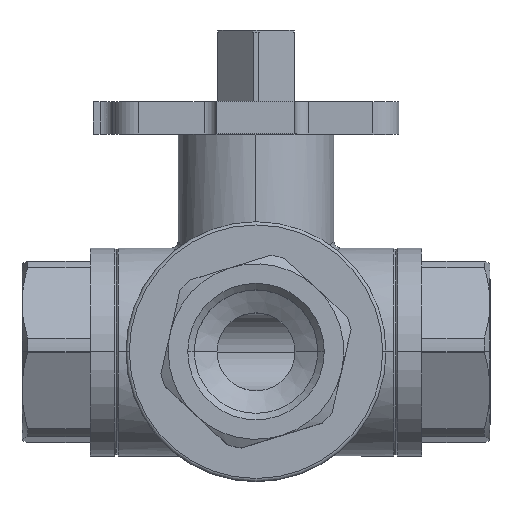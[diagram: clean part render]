
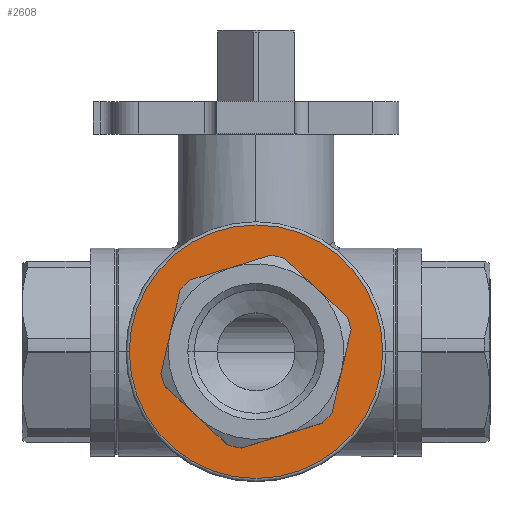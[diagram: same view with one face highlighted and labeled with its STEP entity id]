
A CAD part, top view. The second image highlights one B-rep face of the part: STEP entity #2608.
In plain terms, the highlighted planar face has unit normal (0, 0, 1).
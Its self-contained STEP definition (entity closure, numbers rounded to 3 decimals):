
#7 = CARTESIAN_POINT ( 'NONE',  ( -19.5, 0., 25. ) ) ;
#20 = CARTESIAN_POINT ( 'NONE',  ( 10.222, -10.978, 25. ) ) ;
#326 = CARTESIAN_POINT ( 'NONE',  ( -2.276, -14.826, 25. ) ) ;
#360 = CARTESIAN_POINT ( 'NONE',  ( 11.702, -9.384, 25. ) ) ;
#386 = CARTESIAN_POINT ( 'NONE',  ( -13.978, -5.442, 25. ) ) ;
#404 = CARTESIAN_POINT ( 'NONE',  ( -10.222, 10.978, 25. ) ) ;
#430 = CARTESIAN_POINT ( 'NONE',  ( 2.276, 14.826, 25. ) ) ;
#438 = CARTESIAN_POINT ( 'NONE',  ( 14.618, 3.363, 25. ) ) ;
#445 = CARTESIAN_POINT ( 'NONE',  ( -14.618, -3.363, 25. ) ) ;
#514 = CARTESIAN_POINT ( 'NONE',  ( 4.396, 14.341, 25. ) ) ;
#597 = CARTESIAN_POINT ( 'NONE',  ( -4.396, -14.341, 25. ) ) ;
#637 = CARTESIAN_POINT ( 'NONE',  ( -11.702, 9.384, 25. ) ) ;
#666 = CARTESIAN_POINT ( 'NONE',  ( 13.978, 5.442, 25. ) ) ;
#1746 = EDGE_CURVE ( 'NONE', #8016, #8080, #4414, .T. ) ;
#1857 = EDGE_CURVE ( 'NONE', #8002, #7970, #3079, .T. ) ;
#1872 = EDGE_CURVE ( 'NONE', #7843, #7992, #3223, .T. ) ;
#1899 = AXIS2_PLACEMENT_3D ( 'NONE', #3995, #4053, #4055 ) ;
#1900 = AXIS2_PLACEMENT_3D ( 'NONE', #7616, #7687, #7523 ) ;
#1944 = EDGE_CURVE ( 'NONE', #7981, #7992, #3161, .T. ) ;
#1945 = EDGE_CURVE ( 'NONE', #8016, #7975, #3131, .T. ) ;
#1951 = EDGE_CURVE ( 'NONE', #8128, #8131, #3239, .T. ) ;
#1959 = EDGE_CURVE ( 'NONE', #8034, #8080, #3236, .T. ) ;
#1969 = EDGE_CURVE ( 'NONE', #8002, #7871, #3207, .T. ) ;
#2006 = EDGE_CURVE ( 'NONE', #7819, #7925, #3206, .T. ) ;
#2024 = AXIS2_PLACEMENT_3D ( 'NONE', #7544, #7563, #7441 ) ;
#2045 = AXIS2_PLACEMENT_3D ( 'NONE', #6255, #6113, #6221 ) ;
#2048 = AXIS2_PLACEMENT_3D ( 'NONE', #7246, #7247, #7248 ) ;
#2077 = EDGE_CURVE ( 'NONE', #7843, #7970, #3291, .T. ) ;
#2123 = EDGE_CURVE ( 'NONE', #7819, #7975, #3242, .T. ) ;
#2161 = AXIS2_PLACEMENT_3D ( 'NONE', #6482, #6450, #6449 ) ;
#2210 = AXIS2_PLACEMENT_3D ( 'NONE', #6389, #5946, #6370 ) ;
#2260 = EDGE_CURVE ( 'NONE', #8034, #7871, #3006, .T. ) ;
#2305 = AXIS2_PLACEMENT_3D ( 'NONE', #5953, #6833, #6832 ) ;
#2369 = EDGE_CURVE ( 'NONE', #7981, #7925, #2941, .T. ) ;
#2393 = AXIS2_PLACEMENT_3D ( 'NONE', #5910, #6958, #6919 ) ;
#2475 = EDGE_CURVE ( 'NONE', #8131, #8128, #2876, .T. ) ;
#2608 = ADVANCED_FACE ( 'NONE', ( #3338, #3344 ), #4021, .F. ) ;
#2876 = CIRCLE ( 'NONE', #2393, 19.5 ) ;
#2941 = CIRCLE ( 'NONE', #2305, 15. ) ;
#3006 = CIRCLE ( 'NONE', #2210, 15. ) ;
#3079 = CIRCLE ( 'NONE', #2024, 15. ) ;
#3131 = LINE ( 'NONE', #6156, #3174 ) ;
#3161 = LINE ( 'NONE', #6164, #3237 ) ;
#3174 = VECTOR ( 'NONE', #6250, 1000. ) ;
#3184 = VECTOR ( 'NONE', #6182, 1000. ) ;
#3205 = VECTOR ( 'NONE', #5997, 1000. ) ;
#3206 = LINE ( 'NONE', #5998, #3205 ) ;
#3207 = LINE ( 'NONE', #6181, #3184 ) ;
#3223 = CIRCLE ( 'NONE', #1900, 15. ) ;
#3234 = VECTOR ( 'NONE', #6131, 1000. ) ;
#3236 = LINE ( 'NONE', #6130, #3234 ) ;
#3237 = VECTOR ( 'NONE', #6251, 1000. ) ;
#3239 = CIRCLE ( 'NONE', #2045, 19.5 ) ;
#3242 = CIRCLE ( 'NONE', #2161, 15. ) ;
#3282 = VECTOR ( 'NONE', #6606, 1000. ) ;
#3291 = LINE ( 'NONE', #6607, #3282 ) ;
#3338 = FACE_OUTER_BOUND ( 'NONE', #4670, .T. ) ;
#3344 = FACE_BOUND ( 'NONE', #4685, .T. ) ;
#3995 = CARTESIAN_POINT ( 'NONE',  ( -20., 0., 25. ) ) ;
#4021 = PLANE ( 'NONE',  #1899 ) ;
#4053 = DIRECTION ( 'NONE',  ( 0., 0., -1. ) ) ;
#4055 = DIRECTION ( 'NONE',  ( -1., 0., 0. ) ) ;
#4414 = CIRCLE ( 'NONE', #2048, 15. ) ;
#4670 = EDGE_LOOP ( 'NONE', ( #5203, #5198 ) ) ;
#4685 = EDGE_LOOP ( 'NONE', ( #5211, #5212, #5196, #5197, #5213, #5206, #5205, #5180, #5220, #5227, #5226, #5225 ) ) ;
#5180 = ORIENTED_EDGE ( 'NONE', *, *, #2077, .F. ) ;
#5196 = ORIENTED_EDGE ( 'NONE', *, *, #1746, .T. ) ;
#5197 = ORIENTED_EDGE ( 'NONE', *, *, #1959, .F. ) ;
#5198 = ORIENTED_EDGE ( 'NONE', *, *, #2475, .T. ) ;
#5203 = ORIENTED_EDGE ( 'NONE', *, *, #1951, .T. ) ;
#5205 = ORIENTED_EDGE ( 'NONE', *, *, #1857, .T. ) ;
#5206 = ORIENTED_EDGE ( 'NONE', *, *, #1969, .F. ) ;
#5211 = ORIENTED_EDGE ( 'NONE', *, *, #2123, .T. ) ;
#5212 = ORIENTED_EDGE ( 'NONE', *, *, #1945, .F. ) ;
#5213 = ORIENTED_EDGE ( 'NONE', *, *, #2260, .T. ) ;
#5220 = ORIENTED_EDGE ( 'NONE', *, *, #1872, .T. ) ;
#5225 = ORIENTED_EDGE ( 'NONE', *, *, #2006, .F. ) ;
#5226 = ORIENTED_EDGE ( 'NONE', *, *, #2369, .T. ) ;
#5227 = ORIENTED_EDGE ( 'NONE', *, *, #1944, .F. ) ;
#5910 = CARTESIAN_POINT ( 'NONE',  ( 0., 0., 25. ) ) ;
#5946 = DIRECTION ( 'NONE',  ( 0., 0., -1. ) ) ;
#5953 = CARTESIAN_POINT ( 'NONE',  ( 0., 0., 25. ) ) ;
#5997 = DIRECTION ( 'NONE',  ( -0.733, 0.681, 0. ) ) ;
#5998 = CARTESIAN_POINT ( 'NONE',  ( 14.898, 4.588, 25. ) ) ;
#6113 = DIRECTION ( 'NONE',  ( 0., 0., 1. ) ) ;
#6130 = CARTESIAN_POINT ( 'NONE',  ( -3.476, -15.196, 25. ) ) ;
#6131 = DIRECTION ( 'NONE',  ( 0.956, 0.294, 0. ) ) ;
#6156 = CARTESIAN_POINT ( 'NONE',  ( 11.422, -10.608, 25. ) ) ;
#6164 = CARTESIAN_POINT ( 'NONE',  ( 3.476, 15.196, 25. ) ) ;
#6181 = CARTESIAN_POINT ( 'NONE',  ( -14.898, -4.588, 25. ) ) ;
#6182 = DIRECTION ( 'NONE',  ( 0.733, -0.681, 0. ) ) ;
#6221 = DIRECTION ( 'NONE',  ( -1., 0., 0. ) ) ;
#6250 = DIRECTION ( 'NONE',  ( 0.223, 0.975, 0. ) ) ;
#6251 = DIRECTION ( 'NONE',  ( -0.956, -0.294, 0. ) ) ;
#6255 = CARTESIAN_POINT ( 'NONE',  ( 0., 0., 25. ) ) ;
#6370 = DIRECTION ( 'NONE',  ( -1., 0., 0. ) ) ;
#6389 = CARTESIAN_POINT ( 'NONE',  ( 0., 0., 25. ) ) ;
#6449 = DIRECTION ( 'NONE',  ( -1., 0., 0. ) ) ;
#6450 = DIRECTION ( 'NONE',  ( 0., 0., -1. ) ) ;
#6482 = CARTESIAN_POINT ( 'NONE',  ( 0., 0., 25. ) ) ;
#6606 = DIRECTION ( 'NONE',  ( -0.223, -0.975, 0. ) ) ;
#6607 = CARTESIAN_POINT ( 'NONE',  ( -11.422, 10.608, 25. ) ) ;
#6832 = DIRECTION ( 'NONE',  ( -1., 0., 0. ) ) ;
#6833 = DIRECTION ( 'NONE',  ( 0., 0., -1. ) ) ;
#6919 = DIRECTION ( 'NONE',  ( -1., 0., 0. ) ) ;
#6958 = DIRECTION ( 'NONE',  ( 0., 0., 1. ) ) ;
#7246 = CARTESIAN_POINT ( 'NONE',  ( 0., 0., 25. ) ) ;
#7247 = DIRECTION ( 'NONE',  ( 0., 0., -1. ) ) ;
#7248 = DIRECTION ( 'NONE',  ( -1., 0., 0. ) ) ;
#7441 = DIRECTION ( 'NONE',  ( -1., 0., 0. ) ) ;
#7523 = DIRECTION ( 'NONE',  ( -1., 0., 0. ) ) ;
#7544 = CARTESIAN_POINT ( 'NONE',  ( 0., 0., 25. ) ) ;
#7563 = DIRECTION ( 'NONE',  ( 0., 0., -1. ) ) ;
#7616 = CARTESIAN_POINT ( 'NONE',  ( 0., 0., 25. ) ) ;
#7687 = DIRECTION ( 'NONE',  ( 0., 0., -1. ) ) ;
#7819 = VERTEX_POINT ( 'NONE', #666 ) ;
#7843 = VERTEX_POINT ( 'NONE', #637 ) ;
#7871 = VERTEX_POINT ( 'NONE', #597 ) ;
#7925 = VERTEX_POINT ( 'NONE', #514 ) ;
#7970 = VERTEX_POINT ( 'NONE', #445 ) ;
#7975 = VERTEX_POINT ( 'NONE', #438 ) ;
#7981 = VERTEX_POINT ( 'NONE', #430 ) ;
#7992 = VERTEX_POINT ( 'NONE', #404 ) ;
#8002 = VERTEX_POINT ( 'NONE', #386 ) ;
#8016 = VERTEX_POINT ( 'NONE', #360 ) ;
#8034 = VERTEX_POINT ( 'NONE', #326 ) ;
#8080 = VERTEX_POINT ( 'NONE', #20 ) ;
#8128 = VERTEX_POINT ( 'NONE', #7 ) ;
#8131 = VERTEX_POINT ( 'NONE', #8264 ) ;
#8264 = CARTESIAN_POINT ( 'NONE',  ( 19.5, 0., 25. ) ) ;
